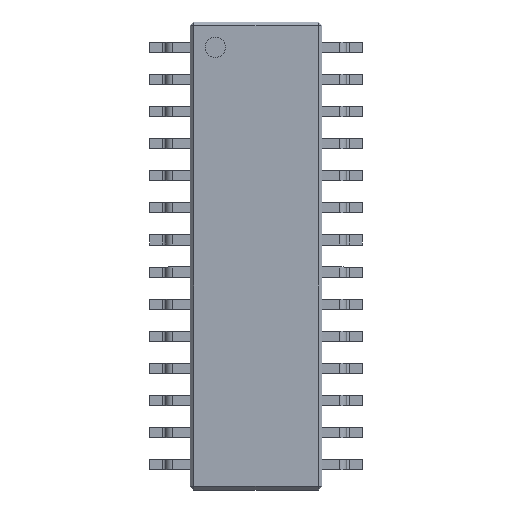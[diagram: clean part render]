
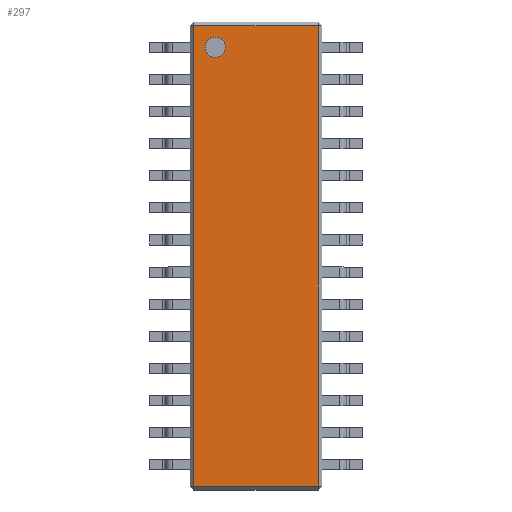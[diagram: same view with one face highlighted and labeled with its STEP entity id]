
A CAD part, top view. The second image highlights one B-rep face of the part: STEP entity #297.
In plain terms, the highlighted planar face has unit normal (0, 0, 1).
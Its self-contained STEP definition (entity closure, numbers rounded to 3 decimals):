
#13=DIRECTION('',(0.,0.,1.));
#14=DIRECTION('',(1.,0.,0.));
#91=VECTOR('',#92,1.);
#92=DIRECTION('',(0.,1.,0.));
#166=VERTEX_POINT('',#167);
#167=CARTESIAN_POINT('',(-2.46,-9.105,1.2));
#175=VERTEX_POINT('',#176);
#176=CARTESIAN_POINT('',(-2.46,9.105,1.2));
#181=ORIENTED_EDGE('',*,*,#182,.F.);
#182=EDGE_CURVE('',#166,#175,#183,.T.);
#183=LINE('',#184,#91);
#184=CARTESIAN_POINT('',(-2.46,-9.255,1.2));
#254=VECTOR('',#14,1.);
#297=ADVANCED_FACE('',(#298,#316),#325,.T.);
#298=FACE_BOUND('',#299,.T.);
#299=EDGE_LOOP('',(#181,#300,#306,#312));
#300=ORIENTED_EDGE('',*,*,#301,.T.);
#301=EDGE_CURVE('',#166,#302,#304,.T.);
#302=VERTEX_POINT('',#303);
#303=CARTESIAN_POINT('',(2.46,-9.105,1.2));
#304=LINE('',#305,#254);
#305=CARTESIAN_POINT('',(-2.61,-9.105,1.2));
#306=ORIENTED_EDGE('',*,*,#307,.T.);
#307=EDGE_CURVE('',#302,#308,#310,.T.);
#308=VERTEX_POINT('',#309);
#309=CARTESIAN_POINT('',(2.46,9.105,1.2));
#310=LINE('',#311,#91);
#311=CARTESIAN_POINT('',(2.46,-9.255,1.2));
#312=ORIENTED_EDGE('',*,*,#313,.F.);
#313=EDGE_CURVE('',#175,#308,#314,.T.);
#314=LINE('',#315,#254);
#315=CARTESIAN_POINT('',(-2.61,9.105,1.2));
#316=FACE_BOUND('',#317,.T.);
#317=EDGE_LOOP('',(#318));
#318=ORIENTED_EDGE('',*,*,#319,.F.);
#319=EDGE_CURVE('',#320,#320,#322,.T.);
#320=VERTEX_POINT('',#321);
#321=CARTESIAN_POINT('',(-1.21,8.255,1.2));
#322=CIRCLE('',#323,0.4);
#323=AXIS2_PLACEMENT_3D('',#324,#13,#14);
#324=CARTESIAN_POINT('',(-1.61,8.255,1.2));
#325=PLANE('',#326);
#326=AXIS2_PLACEMENT_3D('',#327,#13,#14);
#327=CARTESIAN_POINT('',(-2.61,-9.255,1.2));
